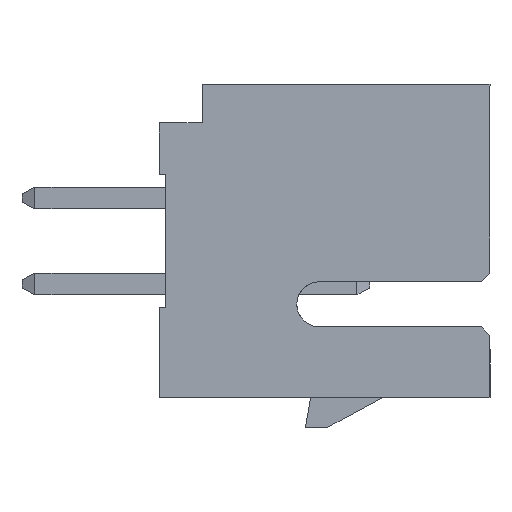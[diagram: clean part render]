
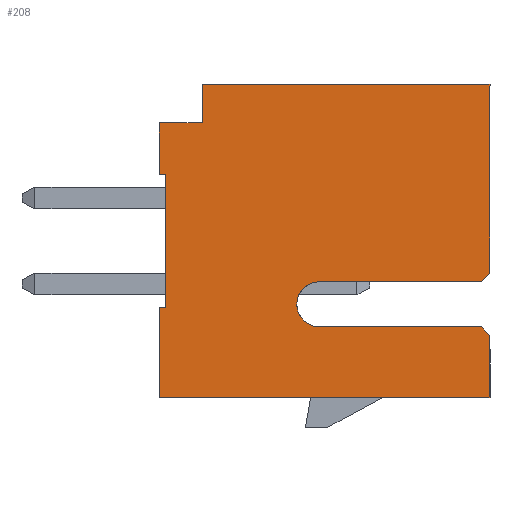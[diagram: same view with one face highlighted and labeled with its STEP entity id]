
A CAD part, front view. The second image highlights one B-rep face of the part: STEP entity #208.
In plain terms, the highlighted planar face has unit normal (0, -1, 0).
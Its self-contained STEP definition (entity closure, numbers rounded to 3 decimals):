
#35=CARTESIAN_POINT('',(-0.125,-8.,-2.));
#36=VERTEX_POINT('',#35);
#37=CARTESIAN_POINT('',(3.65,-8.,-2.));
#38=VERTEX_POINT('',#37);
#39=CARTESIAN_POINT('',(-0.125,-8.,-2.));
#40=DIRECTION('',(1.,0.,0.));
#41=VECTOR('',#40,3.775);
#42=LINE('',#39,#41);
#43=EDGE_CURVE('',#36,#38,#42,.T.);
#70=CARTESIAN_POINT('',(0.,-8.,0.));
#71=DIRECTION('',(0.,0.,1.));
#72=DIRECTION('',(0.,-1.,0.));
#73=AXIS2_PLACEMENT_3D('',#70,#72,#71);
#74=PLANE('',#73);
#75=CARTESIAN_POINT('',(-2.85,-8.,3.65));
#76=VERTEX_POINT('',#75);
#77=CARTESIAN_POINT('',(-2.85,-8.,2.75));
#78=VERTEX_POINT('',#77);
#79=CARTESIAN_POINT('',(-2.85,-8.,3.65));
#80=DIRECTION('',(0.,0.,-1.));
#81=VECTOR('',#80,0.9);
#82=LINE('',#79,#81);
#83=EDGE_CURVE('',#76,#78,#82,.T.);
#84=ORIENTED_EDGE('',*,*,#83,.T.);
#85=CARTESIAN_POINT('',(-3.85,-8.,2.75));
#86=VERTEX_POINT('',#85);
#87=CARTESIAN_POINT('',(-2.85,-8.,2.75));
#88=DIRECTION('',(-1.,0.,0.));
#89=VECTOR('',#88,1.);
#90=LINE('',#87,#89);
#91=EDGE_CURVE('',#78,#86,#90,.T.);
#92=ORIENTED_EDGE('',*,*,#91,.T.);
#93=CARTESIAN_POINT('',(-3.85,-8.,1.55));
#94=VERTEX_POINT('',#93);
#95=CARTESIAN_POINT('',(-3.85,-8.,2.75));
#96=DIRECTION('',(0.,0.,-1.));
#97=VECTOR('',#96,1.2);
#98=LINE('',#95,#97);
#99=EDGE_CURVE('',#86,#94,#98,.T.);
#100=ORIENTED_EDGE('',*,*,#99,.T.);
#101=CARTESIAN_POINT('',(-3.7,-8.,1.55));
#102=VERTEX_POINT('',#101);
#103=CARTESIAN_POINT('',(-3.85,-8.,1.55));
#104=DIRECTION('',(1.,0.,0.));
#105=VECTOR('',#104,0.15);
#106=LINE('',#103,#105);
#107=EDGE_CURVE('',#94,#102,#106,.T.);
#108=ORIENTED_EDGE('',*,*,#107,.T.);
#109=CARTESIAN_POINT('',(-3.7,-8.,-1.55));
#110=VERTEX_POINT('',#109);
#111=CARTESIAN_POINT('',(-3.7,-8.,1.55));
#112=DIRECTION('',(0.,0.,-1.));
#113=VECTOR('',#112,3.1);
#114=LINE('',#111,#113);
#115=EDGE_CURVE('',#102,#110,#114,.T.);
#116=ORIENTED_EDGE('',*,*,#115,.T.);
#117=CARTESIAN_POINT('',(-3.85,-8.,-1.55));
#118=VERTEX_POINT('',#117);
#119=CARTESIAN_POINT('',(-3.7,-8.,-1.55));
#120=DIRECTION('',(-1.,0.,0.));
#121=VECTOR('',#120,0.15);
#122=LINE('',#119,#121);
#123=EDGE_CURVE('',#110,#118,#122,.T.);
#124=ORIENTED_EDGE('',*,*,#123,.T.);
#125=CARTESIAN_POINT('',(-3.85,-8.,-3.65));
#126=VERTEX_POINT('',#125);
#127=CARTESIAN_POINT('',(-3.85,-8.,-1.55));
#128=DIRECTION('',(0.,0.,-1.));
#129=VECTOR('',#128,2.1);
#130=LINE('',#127,#129);
#131=EDGE_CURVE('',#118,#126,#130,.T.);
#132=ORIENTED_EDGE('',*,*,#131,.T.);
#133=CARTESIAN_POINT('',(3.85,-8.,-3.65));
#134=VERTEX_POINT('',#133);
#135=CARTESIAN_POINT('',(-3.85,-8.,-3.65));
#136=DIRECTION('',(1.,0.,0.));
#137=VECTOR('',#136,7.7);
#138=LINE('',#135,#137);
#139=EDGE_CURVE('',#126,#134,#138,.T.);
#140=ORIENTED_EDGE('',*,*,#139,.T.);
#141=CARTESIAN_POINT('',(3.85,-8.,-2.2));
#142=VERTEX_POINT('',#141);
#143=CARTESIAN_POINT('',(3.85,-8.,-3.65));
#144=DIRECTION('',(0.,0.,1.));
#145=VECTOR('',#144,1.45);
#146=LINE('',#143,#145);
#147=EDGE_CURVE('',#134,#142,#146,.T.);
#148=ORIENTED_EDGE('',*,*,#147,.T.);
#149=CARTESIAN_POINT('',(3.85,-8.,-2.2));
#150=DIRECTION('',(-0.707,0.,0.707));
#151=VECTOR('',#150,0.283);
#152=LINE('',#149,#151);
#153=EDGE_CURVE('',#142,#38,#152,.T.);
#154=ORIENTED_EDGE('',*,*,#153,.T.);
#155=ORIENTED_EDGE('',*,*,#43,.F.);
#156=CARTESIAN_POINT('',(-0.125,-8.,-0.95));
#157=VERTEX_POINT('',#156);
#158=CARTESIAN_POINT('',(-0.125,-8.,-2.));
#159=CARTESIAN_POINT('',(-0.171,-8.,-2.));
#160=CARTESIAN_POINT('',(-0.263,-8.,-1.988));
#161=CARTESIAN_POINT('',(-0.391,-8.,-1.935));
#162=CARTESIAN_POINT('',(-0.501,-8.,-1.85));
#163=CARTESIAN_POINT('',(-0.585,-8.,-1.741));
#164=CARTESIAN_POINT('',(-0.638,-8.,-1.614));
#165=CARTESIAN_POINT('',(-0.656,-8.,-1.477));
#166=CARTESIAN_POINT('',(-0.639,-8.,-1.34));
#167=CARTESIAN_POINT('',(-0.587,-8.,-1.212));
#168=CARTESIAN_POINT('',(-0.503,-8.,-1.102));
#169=CARTESIAN_POINT('',(-0.393,-8.,-1.016));
#170=CARTESIAN_POINT('',(-0.264,-8.,-0.962));
#171=CARTESIAN_POINT('',(-0.171,-8.,-0.95));
#172=CARTESIAN_POINT('',(-0.125,-8.,-0.95));
#173=B_SPLINE_CURVE_WITH_KNOTS('',3,(#158,#159,#160,#161,#162,#163,#164,#165,#166,#167,#168,#169,#170,#171,#172),.UNSPECIFIED.,.F.,.U.,(4,1,1,1,1,1,1,1,1,1,1,1,4),(0.,0.084,0.167,0.25,0.333,0.416,0.499,0.582,0.665,0.748,0.832,0.916,1.),.UNSPECIFIED.);
#174=EDGE_CURVE('',#36,#157,#173,.T.);
#175=ORIENTED_EDGE('',*,*,#174,.T.);
#176=CARTESIAN_POINT('',(3.65,-8.,-0.95));
#177=VERTEX_POINT('',#176);
#178=CARTESIAN_POINT('',(-0.125,-8.,-0.95));
#179=DIRECTION('',(1.,0.,0.));
#180=VECTOR('',#179,3.775);
#181=LINE('',#178,#180);
#182=EDGE_CURVE('',#157,#177,#181,.T.);
#183=ORIENTED_EDGE('',*,*,#182,.T.);
#184=CARTESIAN_POINT('',(3.85,-8.,-0.75));
#185=VERTEX_POINT('',#184);
#186=CARTESIAN_POINT('',(3.65,-8.,-0.95));
#187=DIRECTION('',(0.707,0.,0.707));
#188=VECTOR('',#187,0.283);
#189=LINE('',#186,#188);
#190=EDGE_CURVE('',#177,#185,#189,.T.);
#191=ORIENTED_EDGE('',*,*,#190,.T.);
#192=CARTESIAN_POINT('',(3.85,-8.,3.65));
#193=VERTEX_POINT('',#192);
#194=CARTESIAN_POINT('',(3.85,-8.,-0.75));
#195=DIRECTION('',(0.,0.,1.));
#196=VECTOR('',#195,4.4);
#197=LINE('',#194,#196);
#198=EDGE_CURVE('',#185,#193,#197,.T.);
#199=ORIENTED_EDGE('',*,*,#198,.T.);
#200=CARTESIAN_POINT('',(3.85,-8.,3.65));
#201=DIRECTION('',(-1.,0.,0.));
#202=VECTOR('',#201,6.7);
#203=LINE('',#200,#202);
#204=EDGE_CURVE('',#193,#76,#203,.T.);
#205=ORIENTED_EDGE('',*,*,#204,.T.);
#206=EDGE_LOOP('',(#84,#92,#100,#108,#116,#124,#132,#140,#148,#154,#155,#175,#183,#191,#199,#205));
#207=FACE_OUTER_BOUND('',#206,.T.);
#208=ADVANCED_FACE('',(#207),#74,.T.);
